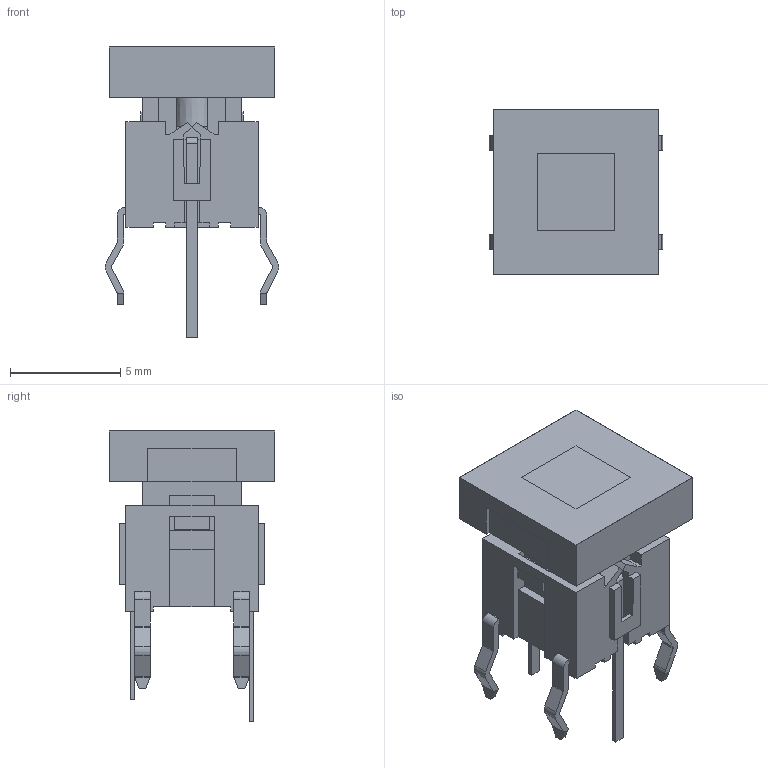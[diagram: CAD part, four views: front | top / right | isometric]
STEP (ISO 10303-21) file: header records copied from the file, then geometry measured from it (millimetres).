
FILE_DESCRIPTION(/* description */ (''),/* implementation_level */ '2;1');
FILE_NAME(/* name */ 'TL1240YQ2Jxxx.stp',/* time_stamp */ '2025-06-04T10:21:41-05:00',/* author */ ('mroman'),/* organization */ (''),/* preprocessor_version */ 'ST-DEVELOPER v18.1',/* originating_system */ 'Autodesk Inventor 2022',/* authorisation */ '');
FILE_SCHEMA (('AUTOMOTIVE_DESIGN { 1 0 10303 214 3 1 1 }'));
Length unit declared in the file: centimetre
Products named in the file (1): TL1240YQ2Jxxx
Bounding box: 7.9 x 7.5 x 13.2 mm (x, y, z)
Volume: 204.3 mm3; surface area: 790.3 mm2
Topology: 1 solids, 1 shells, 333 faces, 981 edges, 638 vertices
Faces by surface type: plane 294, cylinder 36, sphere 2, cone 1
Entity records: 10950 total; most frequent: ORIENTED_EDGE 1958, CARTESIAN_POINT 1951, DIRECTION 1725, EDGE_CURVE 979, LINE 901, VECTOR 901, VERTEX_POINT 638, AXIS2_PLACEMENT_3D 412
